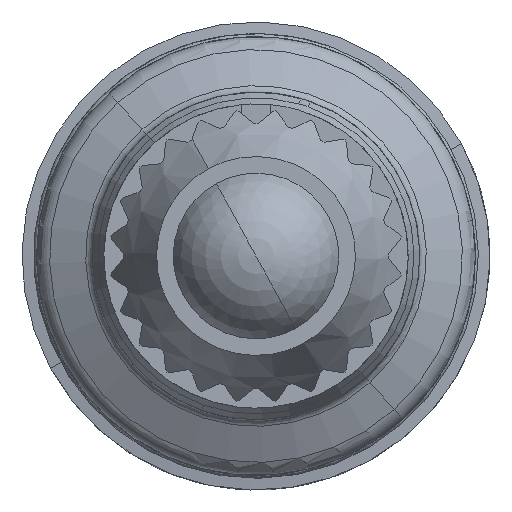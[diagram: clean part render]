
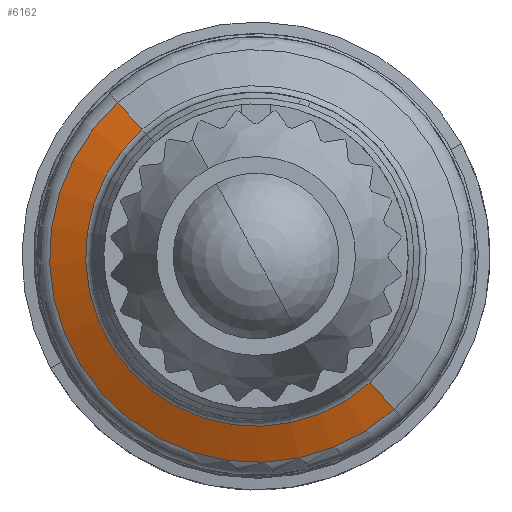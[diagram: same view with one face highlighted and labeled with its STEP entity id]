
A CAD part, front view. The second image highlights one B-rep face of the part: STEP entity #6162.
In plain terms, the highlighted conical face has half-angle 63.574 degrees and reference radius 2.911 mm.
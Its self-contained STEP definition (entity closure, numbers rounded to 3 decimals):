
#6098=AXIS2_PLACEMENT_3D('Circle Axis2P3D',#6096,#6097,$) ;
#6135=AXIS2_PLACEMENT_3D('Cone Axis2P3D',#6132,#6133,#6134) ;
#6146=AXIS2_PLACEMENT_3D('Circle Axis2P3D',#6144,#6145,$) ;
#6093=CARTESIAN_POINT('Vertex',(-1.949,-19.195,2.162)) ;
#6096=CARTESIAN_POINT('Axis2P3D Location',(0.,-19.195,0.)) ;
#6100=CARTESIAN_POINT('Vertex',(1.949,-19.195,-2.162)) ;
#6132=CARTESIAN_POINT('Axis2P3D Location',(0.,-19.195,0.)) ;
#6137=CARTESIAN_POINT('Line Origine',(-299769.94,222497.712,332603.654)) ;
#6141=CARTESIAN_POINT('Vertex',(-2.362,-18.888,2.621)) ;
#6144=CARTESIAN_POINT('Axis2P3D Location',(0.,-18.888,0.)) ;
#6148=CARTESIAN_POINT('Vertex',(2.362,-18.888,-2.621)) ;
#6151=CARTESIAN_POINT('Line Origine',(299769.94,222497.712,-332603.654)) ;
#6097=DIRECTION('Axis2P3D Direction',(0.,1.,0.)) ;
#6133=DIRECTION('Axis2P3D Direction',(0.,1.,0.)) ;
#6134=DIRECTION('Axis2P3D XDirection',(0.669,0.,-0.743)) ;
#6138=DIRECTION('Vector Direction',(-0.6,0.445,0.665)) ;
#6145=DIRECTION('Axis2P3D Direction',(0.,1.,0.)) ;
#6152=DIRECTION('Vector Direction',(0.6,0.445,-0.665)) ;
#6139=VECTOR('Line Direction',#6138,1.) ;
#6153=VECTOR('Line Direction',#6152,1.) ;
#6157=ORIENTED_EDGE('',*,*,#6143,.T.) ;
#6158=ORIENTED_EDGE('',*,*,#6150,.F.) ;
#6159=ORIENTED_EDGE('',*,*,#6155,.F.) ;
#6160=ORIENTED_EDGE('',*,*,#6102,.T.) ;
#6162=ADVANCED_FACE('812SR.1\\\X2\FF8EFF9EFF83FF9EFF68FF70\X0\.2',(#6161),#6136,.T.) ;
#6099=CIRCLE('generated circle',#6098,2.911) ;
#6147=CIRCLE('generated circle',#6146,3.528) ;
#6136=CONICAL_SURFACE('Cone',#6135,2.911,1.11) ;
#6102=EDGE_CURVE('',#6101,#6094,#6099,.T.) ;
#6143=EDGE_CURVE('',#6094,#6142,#6140,.T.) ;
#6150=EDGE_CURVE('',#6149,#6142,#6147,.T.) ;
#6155=EDGE_CURVE('',#6101,#6149,#6154,.T.) ;
#6156=EDGE_LOOP('',(#6157,#6158,#6159,#6160)) ;
#6161=FACE_OUTER_BOUND('',#6156,.T.) ;
#6140=LINE('Line',#6137,#6139) ;
#6154=LINE('Line',#6151,#6153) ;
#6094=VERTEX_POINT('',#6093) ;
#6101=VERTEX_POINT('',#6100) ;
#6142=VERTEX_POINT('',#6141) ;
#6149=VERTEX_POINT('',#6148) ;
